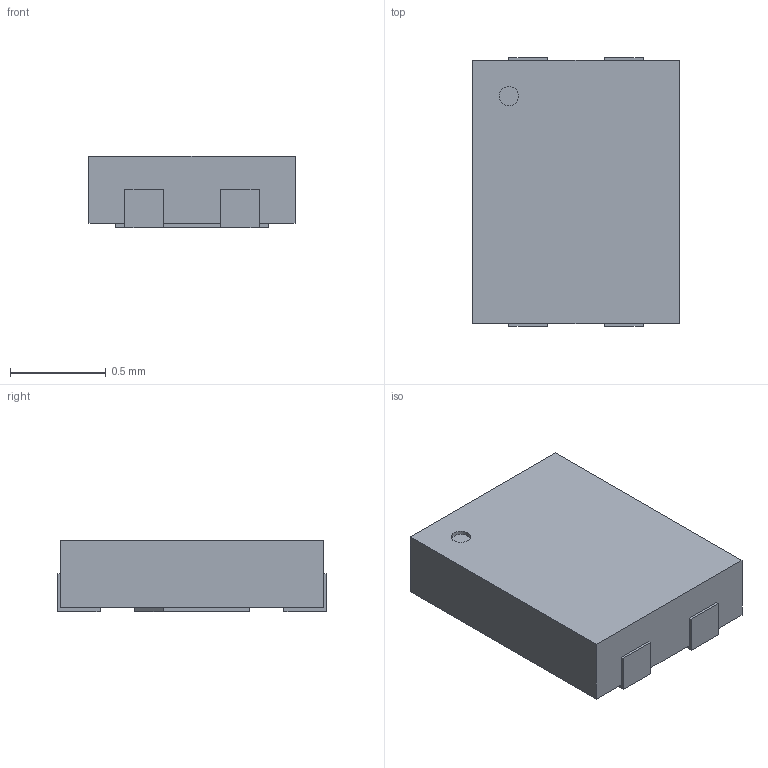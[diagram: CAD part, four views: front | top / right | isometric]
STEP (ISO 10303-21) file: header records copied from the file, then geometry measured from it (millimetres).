
FILE_DESCRIPTION(/* description */ ('model of Texas_X2SON-4-1EP_1.1x1.4mm_P0.5mm_EP0.8x0.6mm'),/* implementation_level */ '2;1');
FILE_NAME(/* name */ 'Texas_X2SON-4-1EP_1.1x1.4mm_P0.5mm_EP0.8x0.6mm.step',/* time_stamp */ '2019-04-19T15:25:57',/* author */ ('kicad StepUp','ksu'),/* organization */ ('FreeCAD'),/* preprocessor_version */ 'OCC',/* originating_system */ 'kicad StepUp',/* authorisation */ '');
FILE_SCHEMA(('AUTOMOTIVE_DESIGN { 1 0 10303 214 1 1 1 1 }'));
Length unit declared in the file: millimetre
Products named in the file (1): Texas_X2SON_4_1EP_11x14mm_P05mm_EP08x06mm
Bounding box: 1.07 x 1.4 x 0.38 mm (x, y, z)
Volume: 0.5 mm3; surface area: 4.9 mm2
Topology: 1 solids, 1 shells, 38 faces, 102 edges, 68 vertices
Faces by surface type: plane 37, cylinder 1
Full cylindrical faces by diameter (mm): 0.1 x1
Entity records: 1448 total; most frequent: CARTESIAN_POINT 209, ORIENTED_EDGE 204, DIRECTION 182, EDGE_CURVE 102, LINE 100, VECTOR 100, VERTEX_POINT 68, AXIS2_PLACEMENT_3D 41
